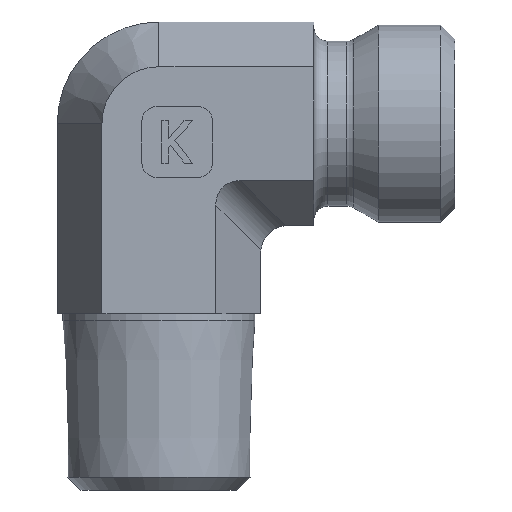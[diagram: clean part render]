
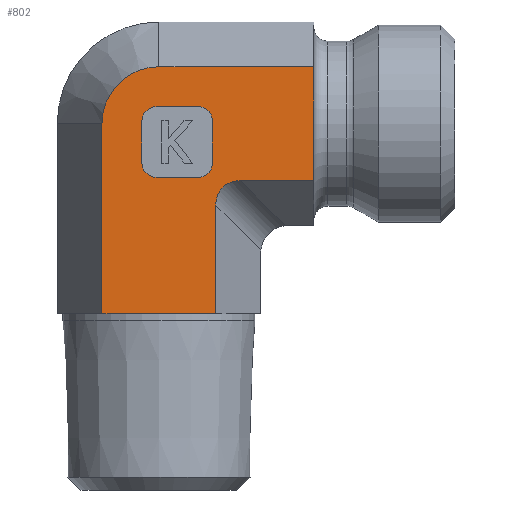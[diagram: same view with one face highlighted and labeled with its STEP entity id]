
A CAD part, left-side view. The second image highlights one B-rep face of the part: STEP entity #802.
In plain terms, the highlighted planar face has unit normal (-1, 0, 0).
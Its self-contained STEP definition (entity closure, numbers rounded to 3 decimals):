
#320=CARTESIAN_POINT('',(-26.485,5.502,0.0));
#321=VERTEX_POINT('',#320);
#328=CARTESIAN_POINT('',(-26.485,13.585,0.0));
#329=VERTEX_POINT('',#328);
#330=CARTESIAN_POINT('',(-26.485,13.585,0.0));
#331=DIRECTION('',(0.0,-1.0,0.0));
#332=VECTOR('',#331,8.083);
#333=LINE('',#330,#332);
#334=EDGE_CURVE('',#329,#321,#333,.T.);
#607=CARTESIAN_POINT('',(-26.485,-1.456,9.459));
#608=VERTEX_POINT('',#607);
#609=CARTESIAN_POINT('',(-26.485,-1.456,17.541));
#610=VERTEX_POINT('',#609);
#611=CARTESIAN_POINT('',(-26.485,-1.456,9.459));
#612=DIRECTION('',(0.0,0.0,1.0));
#613=VECTOR('',#612,8.083);
#614=LINE('',#611,#613);
#615=EDGE_CURVE('',#608,#610,#614,.T.);
#677=CARTESIAN_POINT('',(-26.485,5.502,0.0));
#678=DIRECTION('',(-1.0,0.0,0.0));
#679=DIRECTION('',(0.0,0.0,1.0));
#680=AXIS2_PLACEMENT_3D('',#677,#678,#679);
#681=PLANE('',#680);
#682=ORIENTED_EDGE('',*,*,#615,.T.);
#683=CARTESIAN_POINT('',(-26.485,9.544,17.541));
#684=VERTEX_POINT('',#683);
#685=CARTESIAN_POINT('',(-26.485,9.544,17.541));
#686=DIRECTION('',(0.0,-1.0,0.0));
#687=VECTOR('',#686,11.);
#688=LINE('',#685,#687);
#689=EDGE_CURVE('',#684,#610,#688,.T.);
#690=ORIENTED_EDGE('',*,*,#689,.F.);
#691=CARTESIAN_POINT('',(-26.485,13.585,13.5));
#692=VERTEX_POINT('',#691);
#693=CARTESIAN_POINT('',(-26.485,9.544,13.5));
#694=DIRECTION('',(-1.0,0.0,0.0));
#695=DIRECTION('',(0.0,0.0,1.0));
#696=AXIS2_PLACEMENT_3D('',#693,#694,#695);
#697=CIRCLE('',#696,4.041);
#698=EDGE_CURVE('',#684,#692,#697,.T.);
#699=ORIENTED_EDGE('',*,*,#698,.T.);
#700=CARTESIAN_POINT('',(-26.485,13.585,0.0));
#701=DIRECTION('',(0.0,0.0,1.0));
#702=VECTOR('',#701,13.5);
#703=LINE('',#700,#702);
#704=EDGE_CURVE('',#329,#692,#703,.T.);
#705=ORIENTED_EDGE('',*,*,#704,.F.);
#706=ORIENTED_EDGE('',*,*,#334,.T.);
#707=CARTESIAN_POINT('',(-26.485,5.502,7.726));
#708=VERTEX_POINT('',#707);
#709=CARTESIAN_POINT('',(-26.485,5.502,0.0));
#710=DIRECTION('',(0.0,0.0,1.0));
#711=VECTOR('',#710,7.726);
#712=LINE('',#709,#711);
#713=EDGE_CURVE('',#321,#708,#712,.T.);
#714=ORIENTED_EDGE('',*,*,#713,.T.);
#715=CARTESIAN_POINT('',(-26.485,3.77,9.459));
#716=VERTEX_POINT('',#715);
#717=CARTESIAN_POINT('',(-26.485,3.193,7.149));
#718=DIRECTION('',(-1.0,0.0,0.0));
#719=DIRECTION('',(0.0,0.707,0.707));
#720=AXIS2_PLACEMENT_3D('',#717,#718,#719);
#721=ELLIPSE('',#720,2.582,2.0);
#722=EDGE_CURVE('',#716,#708,#721,.T.);
#723=ORIENTED_EDGE('',*,*,#722,.F.);
#724=CARTESIAN_POINT('',(-26.485,3.77,9.459));
#725=DIRECTION('',(0.0,-1.0,0.0));
#726=VECTOR('',#725,5.226);
#727=LINE('',#724,#726);
#728=EDGE_CURVE('',#716,#608,#727,.T.);
#729=ORIENTED_EDGE('',*,*,#728,.T.);
#730=EDGE_LOOP('',(#682,#690,#699,#705,#706,#714,#723,#729));
#731=FACE_OUTER_BOUND('',#730,.T.);
#732=CARTESIAN_POINT('',(-26.485,6.744,9.7));
#733=VERTEX_POINT('',#732);
#734=CARTESIAN_POINT('',(-26.485,9.744,9.7));
#735=VERTEX_POINT('',#734);
#736=CARTESIAN_POINT('',(-26.485,6.744,9.7));
#737=DIRECTION('',(0.0,1.0,0.0));
#738=VECTOR('',#737,3.);
#739=LINE('',#736,#738);
#740=EDGE_CURVE('',#733,#735,#739,.T.);
#741=ORIENTED_EDGE('',*,*,#740,.T.);
#742=CARTESIAN_POINT('',(-26.485,10.744,10.7));
#743=VERTEX_POINT('',#742);
#744=CARTESIAN_POINT('',(-26.485,9.744,10.7));
#745=DIRECTION('',(-1.0,0.0,0.0));
#746=DIRECTION('',(0.0,0.707,-0.707));
#747=AXIS2_PLACEMENT_3D('',#744,#745,#746);
#748=CIRCLE('',#747,1.0);
#749=EDGE_CURVE('',#743,#735,#748,.T.);
#750=ORIENTED_EDGE('',*,*,#749,.F.);
#751=CARTESIAN_POINT('',(-26.485,10.744,13.7));
#752=VERTEX_POINT('',#751);
#753=CARTESIAN_POINT('',(-26.485,10.744,10.7));
#754=DIRECTION('',(0.0,0.0,1.0));
#755=VECTOR('',#754,3.0);
#756=LINE('',#753,#755);
#757=EDGE_CURVE('',#743,#752,#756,.T.);
#758=ORIENTED_EDGE('',*,*,#757,.T.);
#759=CARTESIAN_POINT('',(-26.485,9.744,14.7));
#760=VERTEX_POINT('',#759);
#761=CARTESIAN_POINT('',(-26.485,9.744,13.7));
#762=DIRECTION('',(-1.0,0.0,0.0));
#763=DIRECTION('',(0.0,0.707,0.707));
#764=AXIS2_PLACEMENT_3D('',#761,#762,#763);
#765=CIRCLE('',#764,1.0);
#766=EDGE_CURVE('',#760,#752,#765,.T.);
#767=ORIENTED_EDGE('',*,*,#766,.F.);
#768=CARTESIAN_POINT('',(-26.485,6.744,14.7));
#769=VERTEX_POINT('',#768);
#770=CARTESIAN_POINT('',(-26.485,9.744,14.7));
#771=DIRECTION('',(0.0,-1.0,0.0));
#772=VECTOR('',#771,3.);
#773=LINE('',#770,#772);
#774=EDGE_CURVE('',#760,#769,#773,.T.);
#775=ORIENTED_EDGE('',*,*,#774,.T.);
#776=CARTESIAN_POINT('',(-26.485,5.744,13.7));
#777=VERTEX_POINT('',#776);
#778=CARTESIAN_POINT('',(-26.485,6.744,13.7));
#779=DIRECTION('',(-1.0,0.0,0.0));
#780=DIRECTION('',(0.0,-0.707,0.707));
#781=AXIS2_PLACEMENT_3D('',#778,#779,#780);
#782=CIRCLE('',#781,1.0);
#783=EDGE_CURVE('',#777,#769,#782,.T.);
#784=ORIENTED_EDGE('',*,*,#783,.F.);
#785=CARTESIAN_POINT('',(-26.485,5.744,10.7));
#786=VERTEX_POINT('',#785);
#787=CARTESIAN_POINT('',(-26.485,5.744,13.7));
#788=DIRECTION('',(0.0,0.0,-1.0));
#789=VECTOR('',#788,3.0);
#790=LINE('',#787,#789);
#791=EDGE_CURVE('',#777,#786,#790,.T.);
#792=ORIENTED_EDGE('',*,*,#791,.T.);
#793=CARTESIAN_POINT('',(-26.485,6.744,10.7));
#794=DIRECTION('',(-1.0,0.0,0.0));
#795=DIRECTION('',(0.0,-0.707,-0.707));
#796=AXIS2_PLACEMENT_3D('',#793,#794,#795);
#797=CIRCLE('',#796,1.0);
#798=EDGE_CURVE('',#733,#786,#797,.T.);
#799=ORIENTED_EDGE('',*,*,#798,.F.);
#800=EDGE_LOOP('',(#741,#750,#758,#767,#775,#784,#792,#799));
#801=FACE_BOUND('',#800,.T.);
#802=ADVANCED_FACE('',(#731,#801),#681,.T.);
